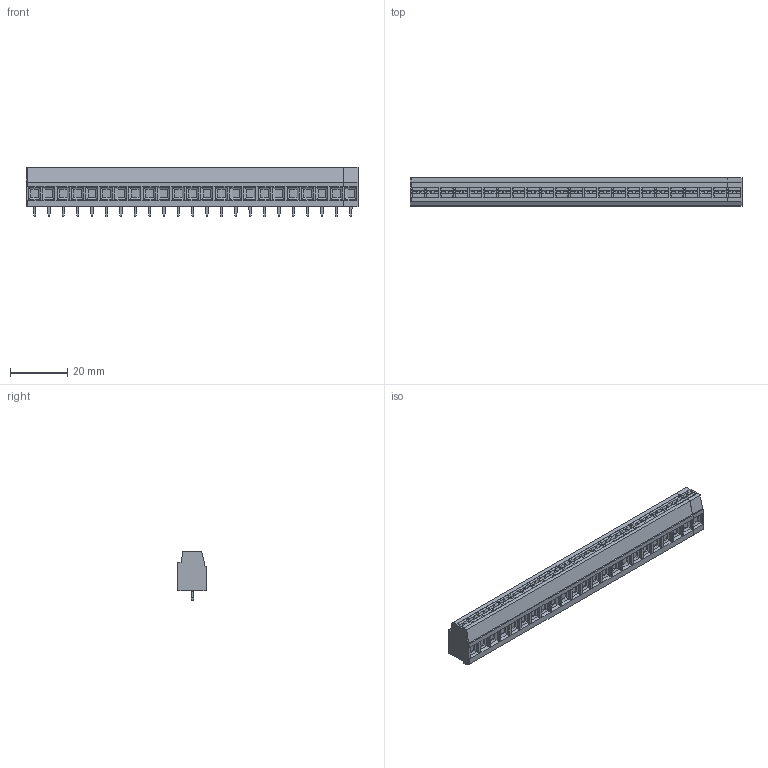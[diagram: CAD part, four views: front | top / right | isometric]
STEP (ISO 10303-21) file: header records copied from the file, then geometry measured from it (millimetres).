
FILE_DESCRIPTION(('CATIA V5 STEP Exchange','CAx-IF Rec.Pracs.--- Model Styling and Organization---1.4--- 2014-01-23'),'2;1');
FILE_NAME ('D1528844_0_2787550000_2787550000.stp','2022-04-27T12:27:22+00:00',('none'),('Weidmueller'),'CATIA Version 5-6 Release 2016 SP3 HF44','CATIA V5 STEP AP214','none');
FILE_SCHEMA(('AUTOMOTIVE_DESIGN { 1 0 10303 214 1 1 1 1 }'));
Products named in the file (1): 2787550000
Bounding box: 115.5 x 10 x 17.3 mm (x, y, z)
Volume: 13680.5 mm3; surface area: 9120.7 mm2
Topology: 49 solids, 96 shells, 2402 faces, 6550 edges, 4386 vertices
Faces by surface type: plane 2230, cylinder 160, cone 12
Entity records: 70074 total; most frequent: CARTESIAN_POINT 15224, ORIENTED_EDGE 13100, DIRECTION 8297, EDGE_CURVE 6550, VECTOR 5881, LINE 5881, VERTEX_POINT 4386, EDGE_LOOP 2494
